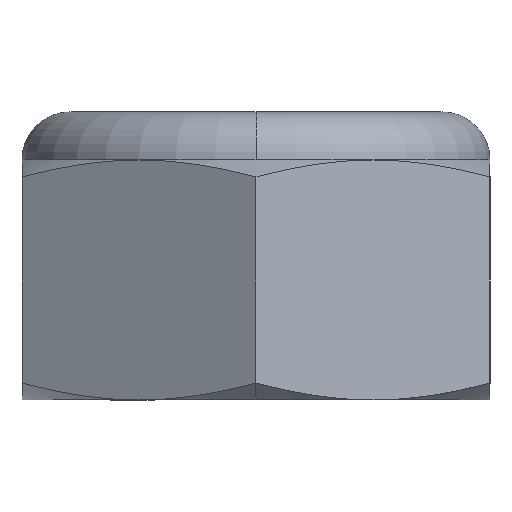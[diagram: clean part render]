
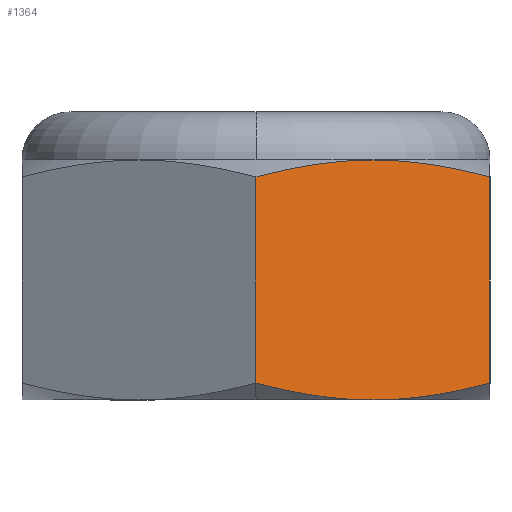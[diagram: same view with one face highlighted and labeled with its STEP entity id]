
A CAD part, front view. The second image highlights one B-rep face of the part: STEP entity #1364.
In plain terms, the highlighted planar face has unit normal (0.5, -0.866, 0).
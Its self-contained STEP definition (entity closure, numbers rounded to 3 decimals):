
#68 = EDGE_CURVE ( 'NONE', #2486, #268, #2889, .T. ) ;
#83 = CARTESIAN_POINT ( 'NONE',  ( 5.423, -4.375, 2.461 ) ) ;
#84 = CARTESIAN_POINT ( 'NONE',  ( 2.164, -6.256, 2.624 ) ) ;
#109 = B_SPLINE_CURVE_WITH_KNOTS ( 'NONE', 3,
 ( #2632, #1030, #83, #1244, #2873, #1495 ),
 .UNSPECIFIED., .F., .F.,
 ( 4, 2, 4 ),
 ( 0., 0.002, 0.004 ),
 .UNSPECIFIED. ) ;
#188 = CARTESIAN_POINT ( 'NONE',  ( 6.5, -3.753, 2.198 ) ) ;
#224 = ORIENTED_EDGE ( 'NONE', *, *, #2669, .T. ) ;
#268 = VERTEX_POINT ( 'NONE', #1689 ) ;
#278 = CARTESIAN_POINT ( 'NONE',  ( 1.077, -6.884, -3.794 ) ) ;
#348 = CARTESIAN_POINT ( 'NONE',  ( 3.25, -5.629, 2.667 ) ) ;
#377 = DIRECTION ( 'NONE',  ( 0., 0., -1. ) ) ;
#403 = EDGE_CURVE ( 'NONE', #1208, #2157, #2392, .T. ) ;
#492 = CARTESIAN_POINT ( 'NONE',  ( 3.25, -5.629, -4. ) ) ;
#527 = EDGE_CURVE ( 'NONE', #268, #1208, #2851, .T. ) ;
#542 = CARTESIAN_POINT ( 'NONE',  ( 3.25, -5.629, -4. ) ) ;
#610 = DIRECTION ( 'NONE',  ( -0.866, -0.5, 0. ) ) ;
#693 = CARTESIAN_POINT ( 'NONE',  ( 5.965, -4.062, -3.675 ) ) ;
#717 = DIRECTION ( 'NONE',  ( 0., 0., -1. ) ) ;
#743 = CARTESIAN_POINT ( 'NONE',  ( 2.16, -6.258, -3.956 ) ) ;
#759 = CARTESIAN_POINT ( 'NONE',  ( 1.074, -6.885, 2.46 ) ) ;
#769 = EDGE_CURVE ( 'NONE', #983, #2767, #109, .T. ) ;
#781 = CARTESIAN_POINT ( 'NONE',  ( 6.5, -3.753, -3.531 ) ) ;
#848 = CARTESIAN_POINT ( 'NONE',  ( 0., -7.506, 4. ) ) ;
#859 = DIRECTION ( 'NONE',  ( -0.5, 0.866, 0. ) ) ;
#911 = ORIENTED_EDGE ( 'NONE', *, *, #769, .T. ) ;
#955 = CARTESIAN_POINT ( 'NONE',  ( 3.25, -5.629, 2.667 ) ) ;
#983 = VERTEX_POINT ( 'NONE', #188 ) ;
#1030 = CARTESIAN_POINT ( 'NONE',  ( 5.962, -4.063, 2.343 ) ) ;
#1034 = EDGE_CURVE ( 'NONE', #983, #2157, #2478, .T. ) ;
#1065 = B_SPLINE_CURVE_WITH_KNOTS ( 'NONE', 3,
 ( #955, #2792, #84, #759, #2159, #2621 ),
 .UNSPECIFIED., .F., .F.,
 ( 4, 2, 4 ),
 ( 0.004, 0.006, 0.008 ),
 .UNSPECIFIED. ) ;
#1208 = VERTEX_POINT ( 'NONE', #492 ) ;
#1244 = CARTESIAN_POINT ( 'NONE',  ( 4.34, -5., 2.623 ) ) ;
#1364 = ADVANCED_FACE ( 'NONE', ( #2336 ), #1537, .F. ) ;
#1412 = ORIENTED_EDGE ( 'NONE', *, *, #527, .T. ) ;
#1438 = CARTESIAN_POINT ( 'NONE',  ( 0., -7.506, -3.531 ) ) ;
#1495 = CARTESIAN_POINT ( 'NONE',  ( 3.25, -5.629, 2.667 ) ) ;
#1537 = PLANE ( 'NONE',  #2351 ) ;
#1633 = VECTOR ( 'NONE', #717, 1000. ) ;
#1650 = CARTESIAN_POINT ( 'NONE',  ( 3.25, -5.629, -4. ) ) ;
#1689 = CARTESIAN_POINT ( 'NONE',  ( 0., -7.506, -3.531 ) ) ;
#1742 = ORIENTED_EDGE ( 'NONE', *, *, #403, .T. ) ;
#1873 = CARTESIAN_POINT ( 'NONE',  ( 6.5, -3.753, -3.531 ) ) ;
#2115 = CARTESIAN_POINT ( 'NONE',  ( 6.5, -3.753, 4. ) ) ;
#2157 = VERTEX_POINT ( 'NONE', #781 ) ;
#2159 = CARTESIAN_POINT ( 'NONE',  ( 0.535, -7.197, 2.342 ) ) ;
#2230 = CARTESIAN_POINT ( 'NONE',  ( 0., -7.506, 4. ) ) ;
#2269 = VECTOR ( 'NONE', #377, 1000. ) ;
#2306 = CARTESIAN_POINT ( 'NONE',  ( 3.791, -5.317, -4. ) ) ;
#2308 = ORIENTED_EDGE ( 'NONE', *, *, #68, .T. ) ;
#2335 = CARTESIAN_POINT ( 'NONE',  ( 2.704, -5.944, -4. ) ) ;
#2336 = FACE_OUTER_BOUND ( 'NONE', #2665, .T. ) ;
#2351 = AXIS2_PLACEMENT_3D ( 'NONE', #2230, #859, #610 ) ;
#2392 = B_SPLINE_CURVE_WITH_KNOTS ( 'NONE', 3,
 ( #1650, #2306, #2535, #2778, #693, #1873 ),
 .UNSPECIFIED., .F., .F.,
 ( 4, 2, 4 ),
 ( 0.004, 0.006, 0.008 ),
 .UNSPECIFIED. ) ;
#2478 = LINE ( 'NONE', #2115, #1633 ) ;
#2486 = VERTEX_POINT ( 'NONE', #2900 ) ;
#2535 = CARTESIAN_POINT ( 'NONE',  ( 4.336, -5.002, -3.957 ) ) ;
#2581 = CARTESIAN_POINT ( 'NONE',  ( 0.538, -7.195, -3.676 ) ) ;
#2621 = CARTESIAN_POINT ( 'NONE',  ( 0., -7.506, 2.198 ) ) ;
#2632 = CARTESIAN_POINT ( 'NONE',  ( 6.5, -3.753, 2.198 ) ) ;
#2651 = ORIENTED_EDGE ( 'NONE', *, *, #1034, .F. ) ;
#2665 = EDGE_LOOP ( 'NONE', ( #2651, #911, #224, #2308, #1412, #1742 ) ) ;
#2669 = EDGE_CURVE ( 'NONE', #2767, #2486, #1065, .T. ) ;
#2767 = VERTEX_POINT ( 'NONE', #348 ) ;
#2778 = CARTESIAN_POINT ( 'NONE',  ( 5.426, -4.373, -3.794 ) ) ;
#2792 = CARTESIAN_POINT ( 'NONE',  ( 2.709, -5.942, 2.667 ) ) ;
#2851 = B_SPLINE_CURVE_WITH_KNOTS ( 'NONE', 3,
 ( #1438, #2581, #278, #743, #2335, #542 ),
 .UNSPECIFIED., .F., .F.,
 ( 4, 2, 4 ),
 ( 0., 0.002, 0.004 ),
 .UNSPECIFIED. ) ;
#2873 = CARTESIAN_POINT ( 'NONE',  ( 3.796, -5.314, 2.667 ) ) ;
#2889 = LINE ( 'NONE', #848, #2269 ) ;
#2900 = CARTESIAN_POINT ( 'NONE',  ( 0., -7.506, 2.198 ) ) ;
